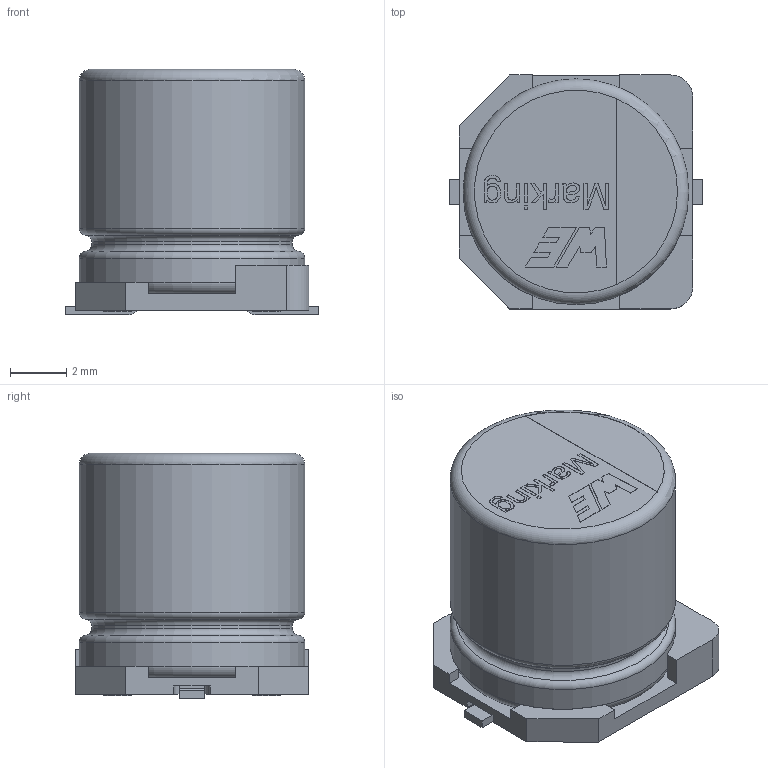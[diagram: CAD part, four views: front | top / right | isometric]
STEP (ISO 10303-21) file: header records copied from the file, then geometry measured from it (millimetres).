
FILE_DESCRIPTION(/* description */ ('Unknown','CAx-IF Rec.Pracs.---Representation and Presentation of Product Manufacturing Information (PMI)---4.0---2014-10-13','CAx-IF Rec.Pracs.---3D Tessellated Geometry---0.4---2014-09-14','2;1'),/* implementation_level */ '2;1');
FILE_NAME(/* name */ 'CP_Wurth_WCAP-PSHP-D8L8.7',/* time_stamp */ '2025-01-02T17:15:44+08:00',/* author */ ('Unknown'),/* organization */ ('Unknown'),/* preprocessor_version */ 'ST-DEVELOPER v16.7',/* originating_system */ 'Solid Edge',/* authorisation */ 'Unknown');
FILE_SCHEMA (('AP242_MANAGED_MODEL_BASED_3D_ENGINEERING_MIM_LF { 1 0 10303 442 1 1 4 }'));
Length unit declared in the file: millimetre
Products named in the file (2): CP_Wurth_WCAP-PSHP-D8L8.7
Assembly tree (1 placements, depth 2):
  CP_Wurth_WCAP-PSHP-D8L8.7
    CP_Wurth_WCAP-PSHP-D8L8.7
Bounding box: 9 x 8.3 x 8.7 mm (x, y, z)
Volume: 433.1 mm3; surface area: 509 mm2
Topology: 2 solids, 2 shells, 209 faces, 533 edges, 354 vertices
Faces by surface type: plane 148, cylinder 41, bspline 13, torus 7
Full cylindrical faces by diameter (mm): 1 x7, 1.16 x1, 1.2 x2, 1.96 x1, 2.12 x1, 2.92 x1, 3.08 x1, 5.6 x1, 7.12 x1, 8 x2
Entity records: 7827 total; most frequent: CARTESIAN_POINT 1712, ORIENTED_EDGE 994, DIRECTION 967, EDGE_CURVE 497, LINE 369, VECTOR 369, VERTEX_POINT 344, AXIS2_PLACEMENT_3D 299
